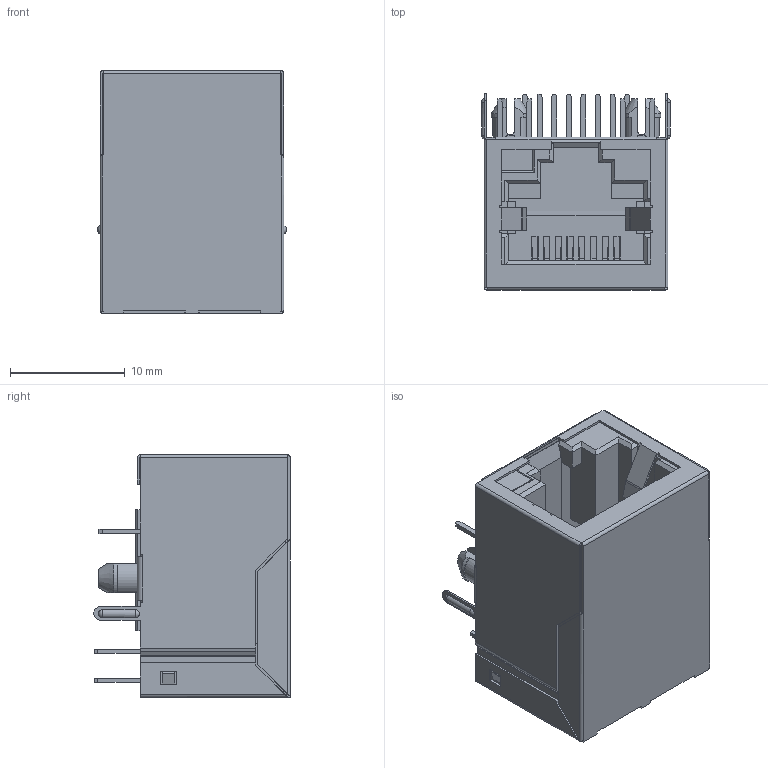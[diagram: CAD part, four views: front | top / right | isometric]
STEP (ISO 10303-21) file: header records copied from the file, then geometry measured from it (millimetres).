
FILE_DESCRIPTION((''),'2;1');
FILE_NAME('DGKYD111B002AB2A4D','2022-11-28T08:15:30',('Administrator'),(''),'CREO PARAMETRIC BY PTC INC, 2019010','CREO PARAMETRIC BY PTC INC, 2019010','');
FILE_SCHEMA(('CONFIG_CONTROL_DESIGN'));
Length unit declared in the file: millimetre
Products named in the file (1): DGKYD111B002AB2A4D
Bounding box: 16.44 x 17.1 x 21.1 mm (x, y, z)
Volume: 1974.9 mm3; surface area: 6705.6 mm2
Topology: 1 solids, 1 shells, 1166 faces, 3486 edges, 2279 vertices
Faces by surface type: plane 951, cylinder 143, extrusion 64, sphere 4, cone 4
Entity records: 41216 total; most frequent: CARTESIAN_POINT 9759, ORIENTED_EDGE 6972, DIRECTION 5898, EDGE_CURVE 3486, VECTOR 3014, LINE 2950, VERTEX_POINT 2279, AXIS2_PLACEMENT_3D 1442
